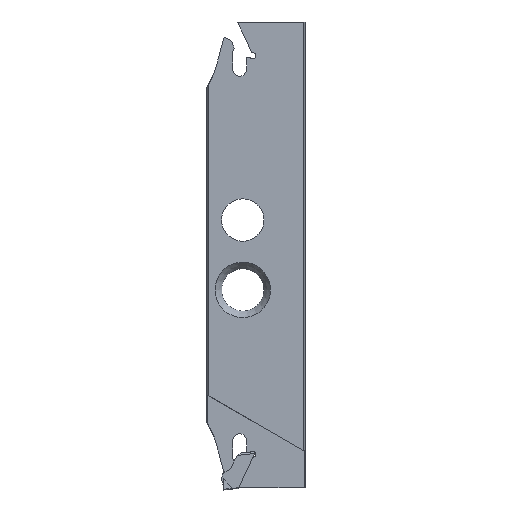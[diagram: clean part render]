
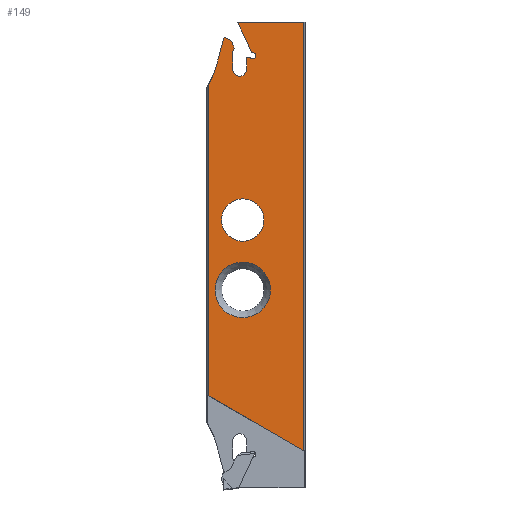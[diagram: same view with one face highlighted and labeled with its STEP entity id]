
A CAD part, left-side view. The second image highlights one B-rep face of the part: STEP entity #149.
In plain terms, the highlighted planar face has unit normal (-1, 0, 0).
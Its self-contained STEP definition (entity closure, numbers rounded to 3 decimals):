
#99=FACE_BOUND('',#351,.T.);
#100=FACE_BOUND('',#352,.T.);
#101=FACE_BOUND('',#353,.T.);
#106=CIRCLE('',#1517,5.46);
#108=CIRCLE('',#1522,7.14);
#109=CIRCLE('',#1530,1.97);
#110=CIRCLE('',#1531,20.);
#111=CIRCLE('',#1532,0.8);
#112=CIRCLE('',#1533,0.2);
#113=CIRCLE('',#1534,1.78);
#114=CIRCLE('',#1535,0.4);
#149=ADVANCED_FACE('',(#99,#100,#101),#223,.T.);
#223=PLANE('',#1536);
#351=EDGE_LOOP('',(#457,#458,#459,#460,#461,#462,#463,#464,#465,#466,#467,
#468,#469,#470,#471,#472,#473,#474,#475,#476));
#352=EDGE_LOOP('',(#477));
#353=EDGE_LOOP('',(#478));
#457=ORIENTED_EDGE('',*,*,#1026,.T.);
#458=ORIENTED_EDGE('',*,*,#1027,.F.);
#459=ORIENTED_EDGE('',*,*,#1028,.F.);
#460=ORIENTED_EDGE('',*,*,#1029,.F.);
#461=ORIENTED_EDGE('',*,*,#1030,.F.);
#462=ORIENTED_EDGE('',*,*,#1024,.T.);
#463=ORIENTED_EDGE('',*,*,#1031,.T.);
#464=ORIENTED_EDGE('',*,*,#1032,.F.);
#465=ORIENTED_EDGE('',*,*,#996,.F.);
#466=ORIENTED_EDGE('',*,*,#1002,.F.);
#467=ORIENTED_EDGE('',*,*,#1033,.T.);
#468=ORIENTED_EDGE('',*,*,#1034,.T.);
#469=ORIENTED_EDGE('',*,*,#1035,.F.);
#470=ORIENTED_EDGE('',*,*,#1036,.F.);
#471=ORIENTED_EDGE('',*,*,#1037,.F.);
#472=ORIENTED_EDGE('',*,*,#1038,.F.);
#473=ORIENTED_EDGE('',*,*,#1039,.F.);
#474=ORIENTED_EDGE('',*,*,#1040,.F.);
#475=ORIENTED_EDGE('',*,*,#1041,.F.);
#476=ORIENTED_EDGE('',*,*,#1042,.F.);
#477=ORIENTED_EDGE('',*,*,#1004,.T.);
#478=ORIENTED_EDGE('',*,*,#1014,.T.);
#851=VERTEX_POINT('',#2084);
#853=VERTEX_POINT('',#2087);
#857=VERTEX_POINT('',#2097);
#859=VERTEX_POINT('',#2103);
#868=VERTEX_POINT('',#2125);
#877=VERTEX_POINT('',#2145);
#878=VERTEX_POINT('',#2147);
#879=VERTEX_POINT('',#2151);
#880=VERTEX_POINT('',#2152);
#881=VERTEX_POINT('',#2154);
#882=VERTEX_POINT('',#2156);
#883=VERTEX_POINT('',#2158);
#884=VERTEX_POINT('',#2161);
#885=VERTEX_POINT('',#2164);
#886=VERTEX_POINT('',#2166);
#887=VERTEX_POINT('',#2168);
#888=VERTEX_POINT('',#2170);
#889=VERTEX_POINT('',#2172);
#890=VERTEX_POINT('',#2174);
#891=VERTEX_POINT('',#2176);
#892=VERTEX_POINT('',#2178);
#893=VERTEX_POINT('',#2180);
#996=EDGE_CURVE('',#851,#853,#1210,.T.);
#1002=EDGE_CURVE('',#857,#851,#1216,.T.);
#1004=EDGE_CURVE('',#859,#859,#106,.T.);
#1014=EDGE_CURVE('',#868,#868,#108,.T.);
#1024=EDGE_CURVE('',#878,#877,#1231,.T.);
#1026=EDGE_CURVE('',#879,#880,#1232,.T.);
#1027=EDGE_CURVE('',#881,#880,#109,.T.);
#1028=EDGE_CURVE('',#882,#881,#1233,.T.);
#1029=EDGE_CURVE('',#883,#882,#1234,.T.);
#1030=EDGE_CURVE('',#878,#883,#110,.T.);
#1031=EDGE_CURVE('',#877,#884,#1235,.T.);
#1032=EDGE_CURVE('',#853,#884,#1236,.T.);
#1033=EDGE_CURVE('',#857,#885,#1237,.T.);
#1034=EDGE_CURVE('',#885,#886,#1238,.T.);
#1035=EDGE_CURVE('',#887,#886,#111,.T.);
#1036=EDGE_CURVE('',#888,#887,#1239,.T.);
#1037=EDGE_CURVE('',#889,#888,#112,.T.);
#1038=EDGE_CURVE('',#890,#889,#1240,.T.);
#1039=EDGE_CURVE('',#891,#890,#113,.T.);
#1040=EDGE_CURVE('',#892,#891,#1241,.T.);
#1041=EDGE_CURVE('',#893,#892,#114,.T.);
#1042=EDGE_CURVE('',#879,#893,#1242,.T.);
#1210=LINE('',#2086,#1362);
#1216=LINE('',#2098,#1368);
#1231=LINE('',#2146,#1383);
#1232=LINE('',#2150,#1384);
#1233=LINE('',#2155,#1385);
#1234=LINE('',#2157,#1386);
#1235=LINE('',#2160,#1387);
#1236=LINE('',#2162,#1388);
#1237=LINE('',#2163,#1389);
#1238=LINE('',#2165,#1390);
#1239=LINE('',#2169,#1391);
#1240=LINE('',#2173,#1392);
#1241=LINE('',#2177,#1393);
#1242=LINE('',#2181,#1394);
#1362=VECTOR('',#1655,1.);
#1368=VECTOR('',#1663,1.);
#1383=VECTOR('',#1704,1.);
#1384=VECTOR('',#1709,1.);
#1385=VECTOR('',#1712,1.);
#1386=VECTOR('',#1713,1.);
#1387=VECTOR('',#1716,1.);
#1388=VECTOR('',#1717,1.);
#1389=VECTOR('',#1718,1.);
#1390=VECTOR('',#1719,1.);
#1391=VECTOR('',#1722,1.);
#1392=VECTOR('',#1725,1.);
#1393=VECTOR('',#1728,1.);
#1394=VECTOR('',#1731,1.);
#1517=AXIS2_PLACEMENT_3D('',#2102,#1668,#1669);
#1522=AXIS2_PLACEMENT_3D('',#2124,#1686,#1687);
#1530=AXIS2_PLACEMENT_3D('',#2153,#1710,#1711);
#1531=AXIS2_PLACEMENT_3D('',#2159,#1714,#1715);
#1532=AXIS2_PLACEMENT_3D('',#2167,#1720,#1721);
#1533=AXIS2_PLACEMENT_3D('',#2171,#1723,#1724);
#1534=AXIS2_PLACEMENT_3D('',#2175,#1726,#1727);
#1535=AXIS2_PLACEMENT_3D('',#2179,#1729,#1730);
#1536=AXIS2_PLACEMENT_3D('',#2182,#1732,#1733);
#1655=DIRECTION('',(0.,-1.,0.));
#1663=DIRECTION('',(0.,-0.707,0.707));
#1668=DIRECTION('',(1.,0.,0.));
#1669=DIRECTION('',(0.,1.,0.));
#1686=DIRECTION('',(1.,0.,0.));
#1687=DIRECTION('',(0.,1.,0.));
#1704=DIRECTION('',(0.,0.,-1.));
#1709=DIRECTION('',(0.,0.407,0.914));
#1710=DIRECTION('',(1.,0.,0.));
#1711=DIRECTION('',(0.,1.,0.));
#1712=DIRECTION('',(0.,-0.934,-0.358));
#1713=DIRECTION('',(0.,-0.259,0.966));
#1714=DIRECTION('',(-1.,0.,0.));
#1715=DIRECTION('',(0.,1.,0.));
#1716=DIRECTION('',(0.,-0.866,-0.5));
#1717=DIRECTION('',(0.,0.,-1.));
#1718=DIRECTION('',(0.,-0.423,-0.906));
#1719=DIRECTION('',(0.,-1.,0.));
#1720=DIRECTION('',(-1.,0.,0.));
#1721=DIRECTION('',(0.,1.,0.));
#1722=DIRECTION('',(0.,-0.995,-0.105));
#1723=DIRECTION('',(1.,0.,0.));
#1724=DIRECTION('',(0.,1.,0.));
#1725=DIRECTION('',(0.,0.,1.));
#1726=DIRECTION('',(-1.,0.,0.));
#1727=DIRECTION('',(0.,1.,0.));
#1728=DIRECTION('',(0.,0.,-1.));
#1729=DIRECTION('',(-1.,0.,0.));
#1730=DIRECTION('',(0.,1.,0.));
#1731=DIRECTION('',(0.,0.407,-0.914));
#1732=DIRECTION('',(-1.,0.,0.));
#1733=DIRECTION('',(0.,-1.,0.));
#2084=CARTESIAN_POINT('',(-1.2,-8.169,60.));
#2086=CARTESIAN_POINT('',(-1.2,-0.322,60.));
#2087=CARTESIAN_POINT('',(-1.2,-24.938,60.));
#2097=CARTESIAN_POINT('',(-1.2,-7.969,59.8));
#2098=CARTESIAN_POINT('',(-1.2,-4.245,56.076));
#2102=CARTESIAN_POINT('',(-1.2,-9.222,9.));
#2103=CARTESIAN_POINT('',(-1.2,-3.762,9.));
#2124=CARTESIAN_POINT('',(-1.2,-9.222,-9.));
#2125=CARTESIAN_POINT('',(-1.2,-2.081,-9.));
#2145=CARTESIAN_POINT('',(-1.2,-0.322,-36.186));
#2146=CARTESIAN_POINT('',(-1.2,-0.322,60.));
#2147=CARTESIAN_POINT('',(-1.2,-0.322,43.666));
#2150=CARTESIAN_POINT('',(-1.2,-3.455,61.395));
#2151=CARTESIAN_POINT('',(-1.2,-7.077,53.26));
#2152=CARTESIAN_POINT('',(-1.2,-6.453,54.661));
#2153=CARTESIAN_POINT('',(-1.2,-4.653,53.86));
#2154=CARTESIAN_POINT('',(-1.2,-5.359,55.699));
#2155=CARTESIAN_POINT('',(-1.2,-5.359,55.699));
#2156=CARTESIAN_POINT('',(-1.2,-4.393,56.07));
#2157=CARTESIAN_POINT('',(-1.2,-5.103,58.719));
#2158=CARTESIAN_POINT('',(-1.2,-2.398,48.624));
#2159=CARTESIAN_POINT('',(-1.2,16.921,53.8));
#2160=CARTESIAN_POINT('',(-1.2,0.,-36.));
#2161=CARTESIAN_POINT('',(-1.2,-24.938,-50.398));
#2162=CARTESIAN_POINT('',(-1.2,-24.938,60.));
#2163=CARTESIAN_POINT('',(-1.2,-6.527,62.894));
#2164=CARTESIAN_POINT('',(-1.2,-11.568,52.083));
#2165=CARTESIAN_POINT('',(-1.2,-0.322,52.083));
#2166=CARTESIAN_POINT('',(-1.2,-11.81,52.083));
#2167=CARTESIAN_POINT('',(-1.2,-11.81,51.283));
#2168=CARTESIAN_POINT('',(-1.2,-11.221,50.741));
#2169=CARTESIAN_POINT('',(-1.2,0.522,51.976));
#2170=CARTESIAN_POINT('',(-1.2,-10.405,50.827));
#2171=CARTESIAN_POINT('',(-1.2,-10.384,50.628));
#2172=CARTESIAN_POINT('',(-1.2,-10.184,50.628));
#2173=CARTESIAN_POINT('',(-1.2,-10.184,60.));
#2174=CARTESIAN_POINT('',(-1.2,-10.184,47.8));
#2175=CARTESIAN_POINT('',(-1.2,-8.404,47.8));
#2176=CARTESIAN_POINT('',(-1.2,-6.624,47.8));
#2177=CARTESIAN_POINT('',(-1.2,-6.624,60.));
#2178=CARTESIAN_POINT('',(-1.2,-6.624,52.158));
#2179=CARTESIAN_POINT('',(-1.2,-7.024,52.158));
#2180=CARTESIAN_POINT('',(-1.2,-6.659,52.321));
#2181=CARTESIAN_POINT('',(-1.2,-8.464,56.375));
#2182=CARTESIAN_POINT('',(-1.2,-0.322,60.));
